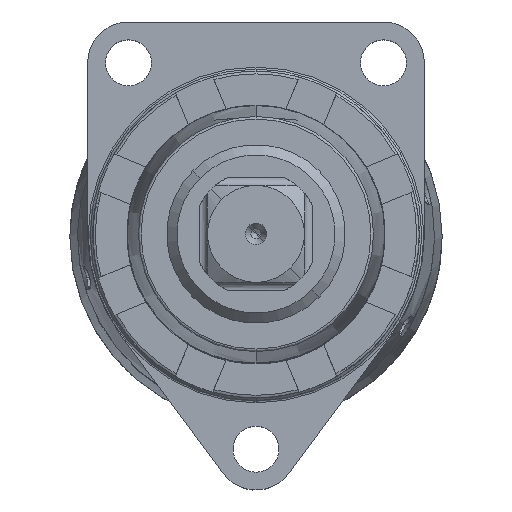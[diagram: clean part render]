
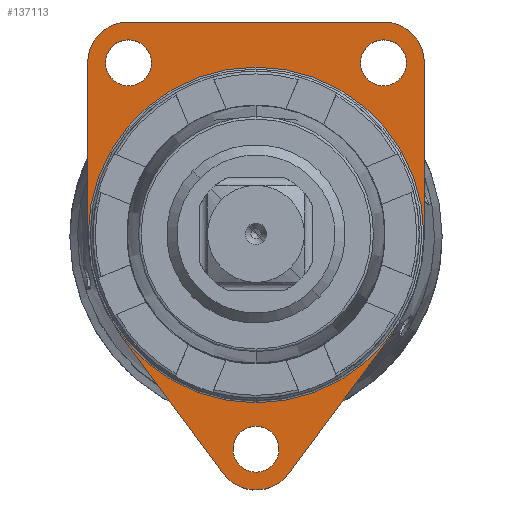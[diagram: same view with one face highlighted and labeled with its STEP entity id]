
A CAD part, top view. The second image highlights one B-rep face of the part: STEP entity #137113.
In plain terms, the highlighted planar face has unit normal (0, 0, 1).
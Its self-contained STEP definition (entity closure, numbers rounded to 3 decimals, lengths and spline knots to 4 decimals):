
#93073=DIRECTION('',(0.,-1.,0.));
#93074=VECTOR('',#93073,1.3287);
#93075=CARTESIAN_POINT('',(-1.2992,1.3287,
22.1929));
#93076=LINE('',#93075,#93074);
#93077=CARTESIAN_POINT('',(-0.9843,1.3287,
22.1929));
#93078=DIRECTION('',(0.,0.,1.));
#93079=DIRECTION('',(0.,1.,0.));
#93080=AXIS2_PLACEMENT_3D('',#93077,#93078,#93079);
#93082=DIRECTION('',(-1.,0.,0.));
#93083=VECTOR('',#93082,1.9685);
#93084=CARTESIAN_POINT('',(0.9843,1.6437,
22.1929));
#93085=LINE('',#93084,#93083);
#93086=CARTESIAN_POINT('',(0.9843,1.3287,
22.1929));
#93087=DIRECTION('',(0.,0.,1.));
#93088=DIRECTION('',(1.,0.,0.));
#93089=AXIS2_PLACEMENT_3D('',#93086,#93087,#93088);
#93091=DIRECTION('',(0.,1.,0.));
#93092=VECTOR('',#93091,1.3287);
#93093=CARTESIAN_POINT('',(1.2992,0.,
22.1929));
#93094=LINE('',#93093,#93092);
#93095=CARTESIAN_POINT('',(0.,0.,22.1929));
#93096=DIRECTION('',(0.,0.,1.));
#93097=DIRECTION('',(0.804,-0.595,0.));
#93098=AXIS2_PLACEMENT_3D('',#93095,#93096,#93097);
#93100=DIRECTION('',(0.595,0.804,0.));
#93101=VECTOR('',#93100,1.3287);
#93102=CARTESIAN_POINT('',(0.2531,-1.841,
22.1929));
#93103=LINE('',#93102,#93101);
#93104=CARTESIAN_POINT('',(0.,-1.6535,22.1929));
#93105=DIRECTION('',(0.,0.,1.));
#93106=DIRECTION('',(-0.804,-0.595,0.));
#93107=AXIS2_PLACEMENT_3D('',#93104,#93105,#93106);
#93109=DIRECTION('',(0.595,-0.804,0.));
#93110=VECTOR('',#93109,1.3287);
#93111=CARTESIAN_POINT('',(-1.044,-0.7733,
22.1929));
#93112=LINE('',#93111,#93110);
#93113=CARTESIAN_POINT('',(0.,0.,22.1929));
#93114=DIRECTION('',(0.,0.,1.));
#93115=DIRECTION('',(-1.,0.,0.));
#93116=AXIS2_PLACEMENT_3D('',#93113,#93114,#93115);
#93118=CARTESIAN_POINT('',(-0.9843,1.3287,
22.1929));
#93119=DIRECTION('',(0.,0.,1.));
#93120=DIRECTION('',(-1.,0.,0.));
#93121=AXIS2_PLACEMENT_3D('',#93118,#93119,#93120);
#93123=CARTESIAN_POINT('',(-0.9843,1.3287,
22.1929));
#93124=DIRECTION('',(0.,0.,1.));
#93125=DIRECTION('',(1.,0.,0.));
#93126=AXIS2_PLACEMENT_3D('',#93123,#93124,#93125);
#93128=CARTESIAN_POINT('',(0.,-1.6535,22.1929));
#93129=DIRECTION('',(0.,0.,1.));
#93130=DIRECTION('',(-1.,0.,0.));
#93131=AXIS2_PLACEMENT_3D('',#93128,#93129,#93130);
#93133=CARTESIAN_POINT('',(0.,-1.6535,22.1929));
#93134=DIRECTION('',(0.,0.,1.));
#93135=DIRECTION('',(1.,0.,0.));
#93136=AXIS2_PLACEMENT_3D('',#93133,#93134,#93135);
#93138=CARTESIAN_POINT('',(0.9843,1.3287,
22.1929));
#93139=DIRECTION('',(0.,0.,1.));
#93140=DIRECTION('',(-1.,0.,0.));
#93141=AXIS2_PLACEMENT_3D('',#93138,#93139,#93140);
#93143=CARTESIAN_POINT('',(0.9843,1.3287,
22.1929));
#93144=DIRECTION('',(0.,0.,1.));
#93145=DIRECTION('',(1.,0.,0.));
#93146=AXIS2_PLACEMENT_3D('',#93143,#93144,#93145);
#93148=CARTESIAN_POINT('',(0.,0.,22.1929));
#93149=DIRECTION('',(0.,0.,-1.));
#93150=DIRECTION('',(0.,1.,0.));
#93151=AXIS2_PLACEMENT_3D('',#93148,#93149,#93150);
#93153=CARTESIAN_POINT('',(0.,0.,22.1929));
#93154=DIRECTION('',(0.,0.,-1.));
#93155=DIRECTION('',(0.,-1.,0.));
#93156=AXIS2_PLACEMENT_3D('',#93153,#93154,#93155);
#133807=CARTESIAN_POINT('',(-0.9843,1.6437,
22.1929));
#133808=CARTESIAN_POINT('',(-1.2992,1.3287,
22.1929));
#133809=VERTEX_POINT('',#133807);
#133810=VERTEX_POINT('',#133808);
#133811=CARTESIAN_POINT('',(-1.2992,0.,22.1929));
#133812=VERTEX_POINT('',#133811);
#133813=CARTESIAN_POINT('',(-1.044,-0.7733,
22.1929));
#133814=VERTEX_POINT('',#133813);
#133815=CARTESIAN_POINT('',(-0.2531,-1.841,
22.1929));
#133816=VERTEX_POINT('',#133815);
#133817=CARTESIAN_POINT('',(0.2531,-1.841,
22.1929));
#133818=VERTEX_POINT('',#133817);
#133819=CARTESIAN_POINT('',(1.044,-0.7733,
22.1929));
#133820=VERTEX_POINT('',#133819);
#133821=CARTESIAN_POINT('',(1.2992,0.,
22.1929));
#133822=VERTEX_POINT('',#133821);
#133839=CARTESIAN_POINT('',(-1.1614,1.3287,
22.1929));
#133840=CARTESIAN_POINT('',(-0.8071,1.3287,
22.1929));
#133841=VERTEX_POINT('',#133839);
#133842=VERTEX_POINT('',#133840);
#133847=CARTESIAN_POINT('',(-0.1772,-1.6535,
22.1929));
#133848=CARTESIAN_POINT('',(0.1772,-1.6535,
22.1929));
#133849=VERTEX_POINT('',#133847);
#133850=VERTEX_POINT('',#133848);
#133859=CARTESIAN_POINT('',(0.,1.2953,22.1929));
#133860=CARTESIAN_POINT('',(0.,-1.2953,22.1929));
#133861=VERTEX_POINT('',#133859);
#133862=VERTEX_POINT('',#133860);
#133867=CARTESIAN_POINT('',(1.2992,1.3287,
22.1929));
#133868=VERTEX_POINT('',#133867);
#133869=CARTESIAN_POINT('',(0.9843,1.6437,
22.1929));
#133870=VERTEX_POINT('',#133869);
#133875=CARTESIAN_POINT('',(0.8071,1.3287,
22.1929));
#133876=CARTESIAN_POINT('',(1.1614,1.3287,
22.1929));
#133877=VERTEX_POINT('',#133875);
#133878=VERTEX_POINT('',#133876);
#137063=CARTESIAN_POINT('',(0.,0.,22.1929));
#137064=DIRECTION('',(0.,0.,1.));
#137065=DIRECTION('',(1.,0.,0.));
#137066=AXIS2_PLACEMENT_3D('',#137063,#137064,#137065);
#137067=PLANE('',#137066);
#137068=ORIENTED_EDGE('',*,*,#137046,.F.);
#137070=ORIENTED_EDGE('',*,*,#137069,.F.);
#137072=ORIENTED_EDGE('',*,*,#137071,.F.);
#137074=ORIENTED_EDGE('',*,*,#137073,.F.);
#137076=ORIENTED_EDGE('',*,*,#137075,.F.);
#137078=ORIENTED_EDGE('',*,*,#137077,.F.);
#137080=ORIENTED_EDGE('',*,*,#137079,.F.);
#137082=ORIENTED_EDGE('',*,*,#137081,.F.);
#137084=ORIENTED_EDGE('',*,*,#137083,.F.);
#137086=ORIENTED_EDGE('',*,*,#137085,.F.);
#137087=EDGE_LOOP('',(#137068,#137070,#137072,#137074,#137076,#137078,#137080,
#137082,#137084,#137086));
#137088=FACE_OUTER_BOUND('',#137087,.F.);
#137090=ORIENTED_EDGE('',*,*,#137089,.T.);
#137092=ORIENTED_EDGE('',*,*,#137091,.T.);
#137093=EDGE_LOOP('',(#137090,#137092));
#137094=FACE_BOUND('',#137093,.F.);
#137096=ORIENTED_EDGE('',*,*,#137095,.T.);
#137098=ORIENTED_EDGE('',*,*,#137097,.T.);
#137099=EDGE_LOOP('',(#137096,#137098));
#137100=FACE_BOUND('',#137099,.F.);
#137102=ORIENTED_EDGE('',*,*,#137101,.T.);
#137104=ORIENTED_EDGE('',*,*,#137103,.T.);
#137105=EDGE_LOOP('',(#137102,#137104));
#137106=FACE_BOUND('',#137105,.F.);
#137108=ORIENTED_EDGE('',*,*,#137107,.F.);
#137110=ORIENTED_EDGE('',*,*,#137109,.F.);
#137111=EDGE_LOOP('',(#137108,#137110));
#137112=FACE_BOUND('',#137111,.F.);
#93081=CIRCLE('',#93080,0.315);
#93090=CIRCLE('',#93089,0.315);
#93099=CIRCLE('',#93098,1.2992);
#93108=CIRCLE('',#93107,0.315);
#93117=CIRCLE('',#93116,1.2992);
#93122=CIRCLE('',#93121,0.1772);
#93127=CIRCLE('',#93126,0.1772);
#93132=CIRCLE('',#93131,0.1772);
#93137=CIRCLE('',#93136,0.1772);
#93142=CIRCLE('',#93141,0.1772);
#93147=CIRCLE('',#93146,0.1772);
#93152=CIRCLE('',#93151,1.2953);
#93157=CIRCLE('',#93156,1.2953);
#137046=EDGE_CURVE('',#133810,#133812,#93076,.T.);
#137069=EDGE_CURVE('',#133809,#133810,#93081,.T.);
#137071=EDGE_CURVE('',#133870,#133809,#93085,.T.);
#137073=EDGE_CURVE('',#133868,#133870,#93090,.T.);
#137075=EDGE_CURVE('',#133822,#133868,#93094,.T.);
#137077=EDGE_CURVE('',#133820,#133822,#93099,.T.);
#137079=EDGE_CURVE('',#133818,#133820,#93103,.T.);
#137081=EDGE_CURVE('',#133816,#133818,#93108,.T.);
#137083=EDGE_CURVE('',#133814,#133816,#93112,.T.);
#137085=EDGE_CURVE('',#133812,#133814,#93117,.T.);
#137089=EDGE_CURVE('',#133841,#133842,#93122,.T.);
#137091=EDGE_CURVE('',#133842,#133841,#93127,.T.);
#137095=EDGE_CURVE('',#133849,#133850,#93132,.T.);
#137097=EDGE_CURVE('',#133850,#133849,#93137,.T.);
#137101=EDGE_CURVE('',#133877,#133878,#93142,.T.);
#137103=EDGE_CURVE('',#133878,#133877,#93147,.T.);
#137107=EDGE_CURVE('',#133861,#133862,#93152,.T.);
#137109=EDGE_CURVE('',#133862,#133861,#93157,.T.);
#137113=ADVANCED_FACE('',(#137088,#137094,#137100,#137106,#137112),#137067,.T.);
